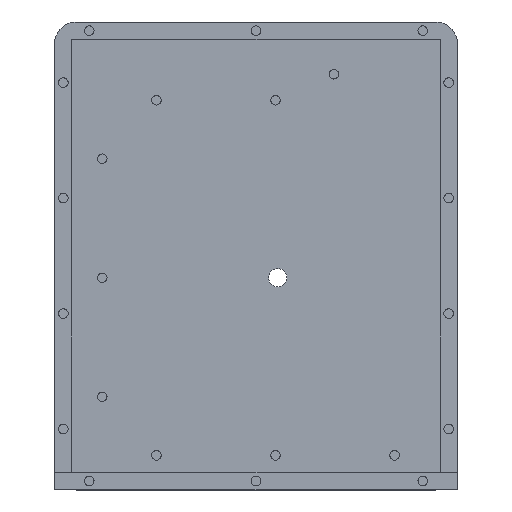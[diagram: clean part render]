
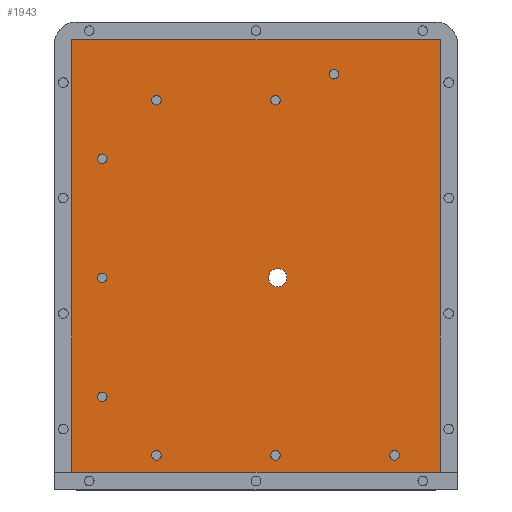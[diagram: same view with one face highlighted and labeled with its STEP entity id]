
A CAD part, top view. The second image highlights one B-rep face of the part: STEP entity #1943.
In plain terms, the highlighted planar face has unit normal (0, 0, 1).
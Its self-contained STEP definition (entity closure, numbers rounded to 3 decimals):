
#559 = VERTEX_POINT('',#560);
#560 = CARTESIAN_POINT('',(85.,100.,0.));
#568 = VERTEX_POINT('',#569);
#569 = CARTESIAN_POINT('',(85.,-100.,0.));
#575 = EDGE_CURVE('',#559,#568,#576,.T.);
#576 = LINE('',#577,#578);
#577 = CARTESIAN_POINT('',(85.,100.,0.));
#578 = VECTOR('',#579,1.);
#579 = DIRECTION('',(0.,-1.,0.));
#615 = VERTEX_POINT('',#616);
#616 = CARTESIAN_POINT('',(-85.,100.,0.));
#624 = EDGE_CURVE('',#615,#559,#625,.T.);
#625 = LINE('',#626,#627);
#626 = CARTESIAN_POINT('',(-85.,100.,0.));
#627 = VECTOR('',#628,1.);
#628 = DIRECTION('',(1.,0.,0.));
#730 = VERTEX_POINT('',#731);
#731 = CARTESIAN_POINT('',(-85.,-100.,0.));
#739 = EDGE_CURVE('',#730,#615,#740,.T.);
#740 = LINE('',#741,#742);
#741 = CARTESIAN_POINT('',(-85.,-100.,0.));
#742 = VECTOR('',#743,1.);
#743 = DIRECTION('',(0.,1.,0.));
#1134 = VERTEX_POINT('',#1135);
#1135 = CARTESIAN_POINT('',(-69.,-108.,0.));
#1145 = VERTEX_POINT('',#1146);
#1146 = CARTESIAN_POINT('',(69.,-108.,0.));
#1281 = VERTEX_POINT('',#1282);
#1282 = CARTESIAN_POINT('',(-69.,-100.,0.));
#1290 = EDGE_CURVE('',#1281,#730,#1291,.T.);
#1291 = LINE('',#1292,#1293);
#1292 = CARTESIAN_POINT('',(-69.,-100.,0.));
#1293 = VECTOR('',#1294,1.);
#1294 = DIRECTION('',(-1.,-0.,0.));
#1299 = EDGE_CURVE('',#568,#1300,#1302,.T.);
#1300 = VERTEX_POINT('',#1301);
#1301 = CARTESIAN_POINT('',(69.,-100.,0.));
#1302 = LINE('',#1303,#1304);
#1303 = CARTESIAN_POINT('',(93.,-100.,0.));
#1304 = VECTOR('',#1305,1.);
#1305 = DIRECTION('',(-1.,-0.,0.));
#1943 = ADVANCED_FACE('',(#1944,#1969,#1980,#1991,#2002,#2013,#2024,
    #2035,#2046,#2057,#2068),#2079,.T.);
#1944 = FACE_BOUND('',#1945,.T.);
#1945 = EDGE_LOOP('',(#1946,#1947,#1948,#1949,#1950,#1951,#1957,#1963));
#1946 = ORIENTED_EDGE('',*,*,#1299,.F.);
#1947 = ORIENTED_EDGE('',*,*,#575,.F.);
#1948 = ORIENTED_EDGE('',*,*,#624,.F.);
#1949 = ORIENTED_EDGE('',*,*,#739,.F.);
#1950 = ORIENTED_EDGE('',*,*,#1290,.F.);
#1951 = ORIENTED_EDGE('',*,*,#1952,.F.);
#1952 = EDGE_CURVE('',#1134,#1281,#1953,.T.);
#1953 = LINE('',#1954,#1955);
#1954 = CARTESIAN_POINT('',(-69.,-108.,0.));
#1955 = VECTOR('',#1956,1.);
#1956 = DIRECTION('',(0.,1.,0.));
#1957 = ORIENTED_EDGE('',*,*,#1958,.F.);
#1958 = EDGE_CURVE('',#1145,#1134,#1959,.T.);
#1959 = LINE('',#1960,#1961);
#1960 = CARTESIAN_POINT('',(93.,-108.,0.));
#1961 = VECTOR('',#1962,1.);
#1962 = DIRECTION('',(-1.,0.,0.));
#1963 = ORIENTED_EDGE('',*,*,#1964,.T.);
#1964 = EDGE_CURVE('',#1145,#1300,#1965,.T.);
#1965 = LINE('',#1966,#1967);
#1966 = CARTESIAN_POINT('',(69.,-108.,0.));
#1967 = VECTOR('',#1968,1.);
#1968 = DIRECTION('',(0.,1.,0.));
#1969 = FACE_BOUND('',#1970,.T.);
#1970 = EDGE_LOOP('',(#1971));
#1971 = ORIENTED_EDGE('',*,*,#1972,.F.);
#1972 = EDGE_CURVE('',#1973,#1973,#1975,.T.);
#1973 = VERTEX_POINT('',#1974);
#1974 = CARTESIAN_POINT('',(-43.8,-92.,0.));
#1975 = CIRCLE('',#1976,2.2);
#1976 = AXIS2_PLACEMENT_3D('',#1977,#1978,#1979);
#1977 = CARTESIAN_POINT('',(-46.,-92.,0.));
#1978 = DIRECTION('',(0.,0.,1.));
#1979 = DIRECTION('',(1.,0.,0.));
#1980 = FACE_BOUND('',#1981,.T.);
#1981 = EDGE_LOOP('',(#1982));
#1982 = ORIENTED_EDGE('',*,*,#1983,.F.);
#1983 = EDGE_CURVE('',#1984,#1984,#1986,.T.);
#1984 = VERTEX_POINT('',#1985);
#1985 = CARTESIAN_POINT('',(-68.8,-65.,0.));
#1986 = CIRCLE('',#1987,2.2);
#1987 = AXIS2_PLACEMENT_3D('',#1988,#1989,#1990);
#1988 = CARTESIAN_POINT('',(-71.,-65.,0.));
#1989 = DIRECTION('',(0.,0.,1.));
#1990 = DIRECTION('',(1.,0.,0.));
#1991 = FACE_BOUND('',#1992,.T.);
#1992 = EDGE_LOOP('',(#1993));
#1993 = ORIENTED_EDGE('',*,*,#1994,.F.);
#1994 = EDGE_CURVE('',#1995,#1995,#1997,.T.);
#1995 = VERTEX_POINT('',#1996);
#1996 = CARTESIAN_POINT('',(-68.8,-10.,0.));
#1997 = CIRCLE('',#1998,2.2);
#1998 = AXIS2_PLACEMENT_3D('',#1999,#2000,#2001);
#1999 = CARTESIAN_POINT('',(-71.,-10.,0.));
#2000 = DIRECTION('',(0.,0.,1.));
#2001 = DIRECTION('',(1.,0.,0.));
#2002 = FACE_BOUND('',#2003,.T.);
#2003 = EDGE_LOOP('',(#2004));
#2004 = ORIENTED_EDGE('',*,*,#2005,.F.);
#2005 = EDGE_CURVE('',#2006,#2006,#2008,.T.);
#2006 = VERTEX_POINT('',#2007);
#2007 = CARTESIAN_POINT('',(11.2,-92.,0.));
#2008 = CIRCLE('',#2009,2.2);
#2009 = AXIS2_PLACEMENT_3D('',#2010,#2011,#2012);
#2010 = CARTESIAN_POINT('',(9.,-92.,0.));
#2011 = DIRECTION('',(0.,0.,1.));
#2012 = DIRECTION('',(1.,0.,0.));
#2013 = FACE_BOUND('',#2014,.T.);
#2014 = EDGE_LOOP('',(#2015));
#2015 = ORIENTED_EDGE('',*,*,#2016,.F.);
#2016 = EDGE_CURVE('',#2017,#2017,#2019,.T.);
#2017 = VERTEX_POINT('',#2018);
#2018 = CARTESIAN_POINT('',(66.2,-92.,0.));
#2019 = CIRCLE('',#2020,2.2);
#2020 = AXIS2_PLACEMENT_3D('',#2021,#2022,#2023);
#2021 = CARTESIAN_POINT('',(64.,-92.,0.));
#2022 = DIRECTION('',(0.,0.,1.));
#2023 = DIRECTION('',(1.,0.,0.));
#2024 = FACE_BOUND('',#2025,.T.);
#2025 = EDGE_LOOP('',(#2026));
#2026 = ORIENTED_EDGE('',*,*,#2027,.F.);
#2027 = EDGE_CURVE('',#2028,#2028,#2030,.T.);
#2028 = VERTEX_POINT('',#2029);
#2029 = CARTESIAN_POINT('',(5.75,-10.,0.));
#2030 = CIRCLE('',#2031,4.25);
#2031 = AXIS2_PLACEMENT_3D('',#2032,#2033,#2034);
#2032 = CARTESIAN_POINT('',(10.,-10.,0.));
#2033 = DIRECTION('',(0.,0.,1.));
#2034 = DIRECTION('',(-1.,0.,0.));
#2035 = FACE_BOUND('',#2036,.T.);
#2036 = EDGE_LOOP('',(#2037));
#2037 = ORIENTED_EDGE('',*,*,#2038,.F.);
#2038 = EDGE_CURVE('',#2039,#2039,#2041,.T.);
#2039 = VERTEX_POINT('',#2040);
#2040 = CARTESIAN_POINT('',(-68.8,45.,0.));
#2041 = CIRCLE('',#2042,2.2);
#2042 = AXIS2_PLACEMENT_3D('',#2043,#2044,#2045);
#2043 = CARTESIAN_POINT('',(-71.,45.,0.));
#2044 = DIRECTION('',(0.,0.,1.));
#2045 = DIRECTION('',(1.,0.,0.));
#2046 = FACE_BOUND('',#2047,.T.);
#2047 = EDGE_LOOP('',(#2048));
#2048 = ORIENTED_EDGE('',*,*,#2049,.F.);
#2049 = EDGE_CURVE('',#2050,#2050,#2052,.T.);
#2050 = VERTEX_POINT('',#2051);
#2051 = CARTESIAN_POINT('',(-43.8,72.,0.));
#2052 = CIRCLE('',#2053,2.2);
#2053 = AXIS2_PLACEMENT_3D('',#2054,#2055,#2056);
#2054 = CARTESIAN_POINT('',(-46.,72.,0.));
#2055 = DIRECTION('',(0.,0.,1.));
#2056 = DIRECTION('',(1.,0.,0.));
#2057 = FACE_BOUND('',#2058,.T.);
#2058 = EDGE_LOOP('',(#2059));
#2059 = ORIENTED_EDGE('',*,*,#2060,.F.);
#2060 = EDGE_CURVE('',#2061,#2061,#2063,.T.);
#2061 = VERTEX_POINT('',#2062);
#2062 = CARTESIAN_POINT('',(11.2,72.,0.));
#2063 = CIRCLE('',#2064,2.2);
#2064 = AXIS2_PLACEMENT_3D('',#2065,#2066,#2067);
#2065 = CARTESIAN_POINT('',(9.,72.,0.));
#2066 = DIRECTION('',(0.,0.,1.));
#2067 = DIRECTION('',(1.,0.,0.));
#2068 = FACE_BOUND('',#2069,.T.);
#2069 = EDGE_LOOP('',(#2070));
#2070 = ORIENTED_EDGE('',*,*,#2071,.F.);
#2071 = EDGE_CURVE('',#2072,#2072,#2074,.T.);
#2072 = VERTEX_POINT('',#2073);
#2073 = CARTESIAN_POINT('',(38.2,84.,0.));
#2074 = CIRCLE('',#2075,2.2);
#2075 = AXIS2_PLACEMENT_3D('',#2076,#2077,#2078);
#2076 = CARTESIAN_POINT('',(36.,84.,0.));
#2077 = DIRECTION('',(0.,0.,1.));
#2078 = DIRECTION('',(1.,0.,0.));
#2079 = PLANE('',#2080);
#2080 = AXIS2_PLACEMENT_3D('',#2081,#2082,#2083);
#2081 = CARTESIAN_POINT('',(0.,0.,0.));
#2082 = DIRECTION('',(0.,0.,1.));
#2083 = DIRECTION('',(1.,0.,0.));
